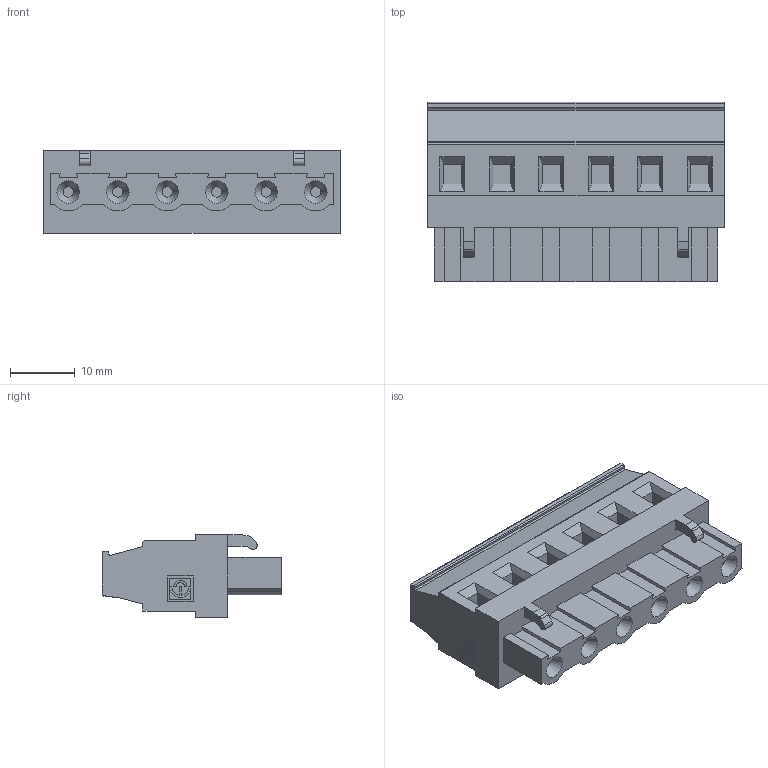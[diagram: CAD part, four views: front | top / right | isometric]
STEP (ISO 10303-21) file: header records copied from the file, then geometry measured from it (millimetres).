
FILE_DESCRIPTION(('STEP AP214'),'1');
FILE_NAME('SV06-7,62-F.stp','2020-05-14T12:20:31',(' '),(' '),'Spatial InterOp 3D',' ',' ');
FILE_SCHEMA(('automotive_design'));
Length unit declared in the file: metre
Products named in the file (1): 1
Bounding box: 45.72 x 27.6 x 12.7 mm (x, y, z)
Volume: 10098.1 mm3; surface area: 5199.6 mm2
Topology: 1 solids, 1 shells, 242 faces, 603 edges, 398 vertices
Faces by surface type: plane 175, cylinder 60, cone 6, extrusion 1
Full cylindrical faces by diameter (mm): 1.6 x6, 3.97 x6
Entity records: 8977 total; most frequent: CARTESIAN_POINT 1232, DIRECTION 1188, ORIENTED_EDGE 1158, EDGE_CURVE 579, VECTOR 452, LINE 451, VERTEX_POINT 392, AXIS2_PLACEMENT_3D 368
